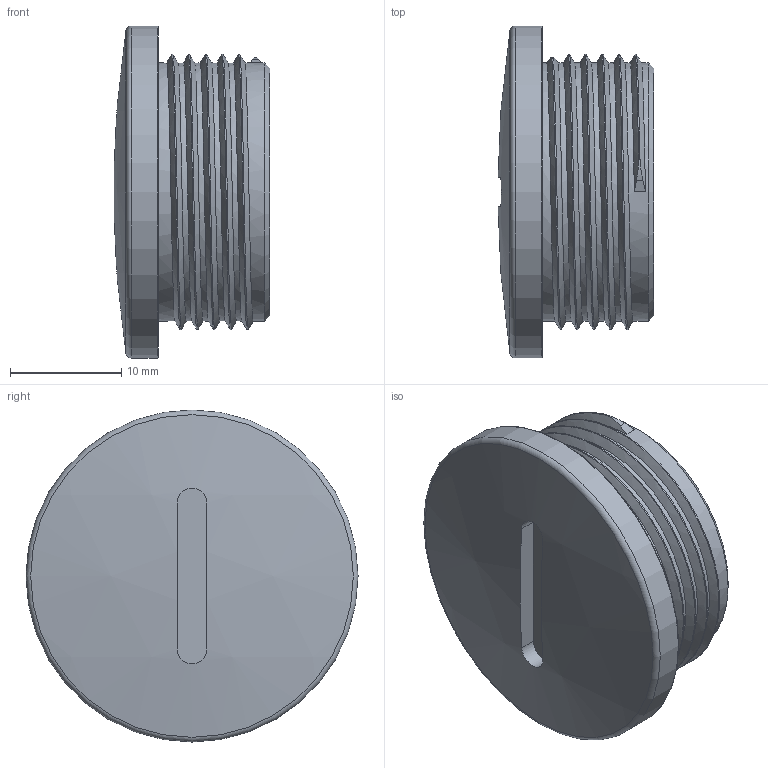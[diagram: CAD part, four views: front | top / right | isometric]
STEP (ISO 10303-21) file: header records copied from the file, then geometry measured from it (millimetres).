
FILE_DESCRIPTION(/* description */ ('Verschlussschraube M 25x1,5'),/* implementation_level */ '2;1');
FILE_NAME(/* name */ '13007525-RST.stp',/* time_stamp */ '2020-04-23T12:26:00+02:00',/* author */ ('sl'),/* organization */ (''),/* preprocessor_version */ 'ST-DEVELOPER v16.5',/* originating_system */ 'Autodesk Inventor 2017',/* authorisation */ '');
FILE_SCHEMA (('AUTOMOTIVE_DESIGN { 1 0 10303 214 3 1 1 }'));
Length unit declared in the file: millimetre
Products named in the file (1): 13007525
Bounding box: 13.97 x 29.78 x 29.78 mm (x, y, z)
Volume: 3574.8 mm3; surface area: 3541.4 mm2
Topology: 1 solids, 1 shells, 34 faces, 83 edges, 54 vertices
Faces by surface type: cylinder 13, plane 12, torus 4, cone 2, bspline 2, sphere 1
Full cylindrical faces by diameter (mm): 18.45 x1, 23.178 x6, 29.78 x1
Entity records: 1846 total; most frequent: CARTESIAN_POINT 1192, DIRECTION 126, ORIENTED_EDGE 118, EDGE_CURVE 59, AXIS2_PLACEMENT_3D 53, VERTEX_POINT 42, EDGE_LOOP 39, FACE_OUTER_BOUND 29
